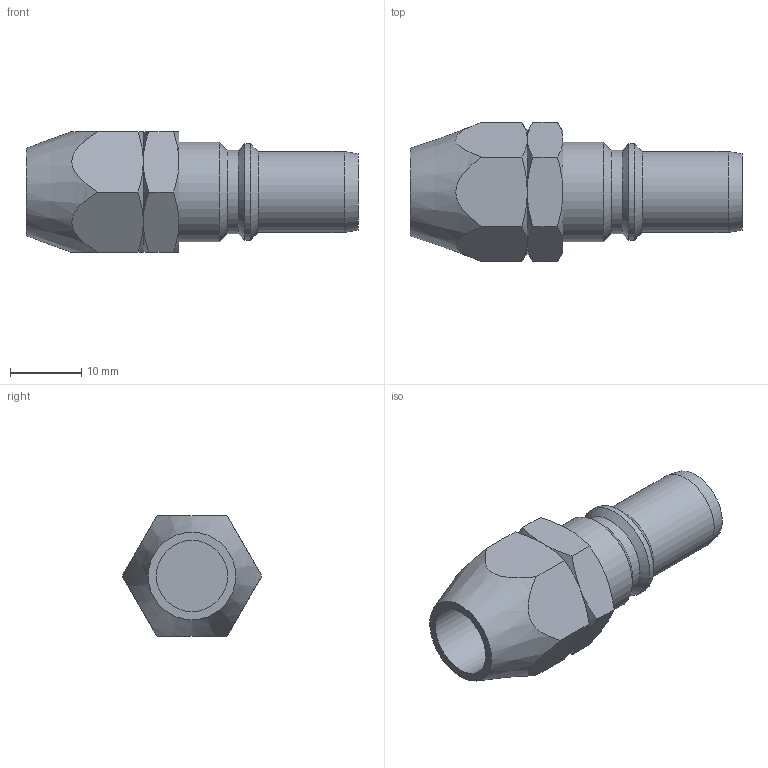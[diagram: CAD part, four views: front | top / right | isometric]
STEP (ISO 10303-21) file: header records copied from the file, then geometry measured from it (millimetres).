
FILE_DESCRIPTION( ( 'STEP AP214' ), '1' );
FILE_NAME( 'KK4P-65N.stp', '2021-01-18T13:07:56', ( 'License CC BY-ND 4.0' ), ( 'CADENAS' ), ' ', 'PARTsolutions', ' ' );
FILE_SCHEMA( ( 'AUTOMOTIVE_DESIGN { 1 0 10303 214 1 1 1 1 }' ) );
Length unit declared in the file: millimetre
Products named in the file (1): _KK4P-65N
Bounding box: 46.7 x 19.63 x 17 mm (x, y, z)
Volume: 6500.1 mm3; surface area: 3052.5 mm2
Topology: 1 solids, 1 shells, 44 faces, 89 edges, 49 vertices
Faces by surface type: cone 23, plane 16, cylinder 5
Full cylindrical faces by diameter (mm): 10 x1, 11.4 x1, 11.7 x1, 13.6 x1, 14 x1
Entity records: 1692 total; most frequent: CARTESIAN_POINT 529, ORIENTED_EDGE 156, DIRECTION 150, EDGE_CURVE 78, AXIS2_PLACEMENT_3D 69, EDGE_LOOP 56, FACE_OUTER_BOUND 49, VERTEX_POINT 48
